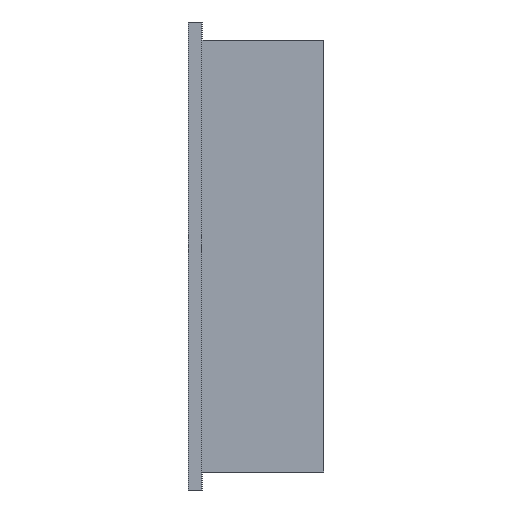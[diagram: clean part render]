
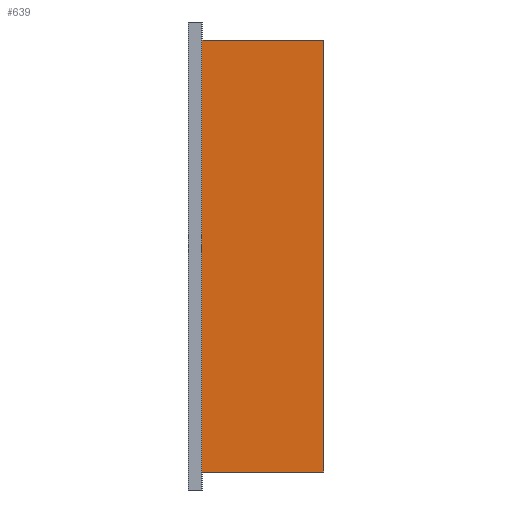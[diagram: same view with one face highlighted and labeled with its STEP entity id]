
A CAD part, left-side view. The second image highlights one B-rep face of the part: STEP entity #639.
In plain terms, the highlighted planar face has unit normal (-1, 0, 0).
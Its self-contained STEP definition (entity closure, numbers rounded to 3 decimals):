
#22 = CARTESIAN_POINT ( 'NONE',  ( -100., 13.5, -24. ) ) ;
#23 = VECTOR ( 'NONE', #98, 1000. ) ;
#73 = DIRECTION ( 'NONE',  ( 0., -1., 0. ) ) ;
#93 = PLANE ( 'NONE',  #321 ) ;
#95 = DIRECTION ( 'NONE',  ( 0., 0., 1. ) ) ;
#98 = DIRECTION ( 'NONE',  ( 0., 0., 1. ) ) ;
#107 = VECTOR ( 'NONE', #849, 1000. ) ;
#114 = VERTEX_POINT ( 'NONE', #684 ) ;
#131 = VERTEX_POINT ( 'NONE', #506 ) ;
#140 = CARTESIAN_POINT ( 'NONE',  ( -100., 13.5, -24. ) ) ;
#155 = FACE_OUTER_BOUND ( 'NONE', #749, .T. ) ;
#164 = CARTESIAN_POINT ( 'NONE',  ( -100., 0., -24. ) ) ;
#218 = LINE ( 'NONE', #22, #23 ) ;
#267 = EDGE_CURVE ( 'NONE', #131, #705, #706, .T. ) ;
#291 = CARTESIAN_POINT ( 'NONE',  ( -100., 0., -24. ) ) ;
#308 = VECTOR ( 'NONE', #95, 1000. ) ;
#312 = ORIENTED_EDGE ( 'NONE', *, *, #644, .F. ) ;
#321 = AXIS2_PLACEMENT_3D ( 'NONE', #754, #619, #561 ) ;
#372 = CARTESIAN_POINT ( 'NONE',  ( -100., 13.5, 24. ) ) ;
#383 = VECTOR ( 'NONE', #73, 1000. ) ;
#396 = EDGE_CURVE ( 'NONE', #114, #643, #731, .T. ) ;
#457 = ORIENTED_EDGE ( 'NONE', *, *, #712, .T. ) ;
#506 = CARTESIAN_POINT ( 'NONE',  ( -100., 13.5, 24. ) ) ;
#561 = DIRECTION ( 'NONE',  ( 0., 0., -1. ) ) ;
#619 = DIRECTION ( 'NONE',  ( 1., 0., 0. ) ) ;
#639 = ADVANCED_FACE ( 'NONE', ( #155 ), #93, .F. ) ;
#642 = ORIENTED_EDGE ( 'NONE', *, *, #396, .T. ) ;
#643 = VERTEX_POINT ( 'NONE', #291 ) ;
#644 = EDGE_CURVE ( 'NONE', #114, #131, #218, .T. ) ;
#684 = CARTESIAN_POINT ( 'NONE',  ( -100., 13.5, -24. ) ) ;
#690 = LINE ( 'NONE', #164, #308 ) ;
#705 = VERTEX_POINT ( 'NONE', #807 ) ;
#706 = LINE ( 'NONE', #372, #107 ) ;
#712 = EDGE_CURVE ( 'NONE', #643, #705, #690, .T. ) ;
#731 = LINE ( 'NONE', #140, #383 ) ;
#749 = EDGE_LOOP ( 'NONE', ( #457, #776, #312, #642 ) ) ;
#754 = CARTESIAN_POINT ( 'NONE',  ( -100., 13.5, -24. ) ) ;
#776 = ORIENTED_EDGE ( 'NONE', *, *, #267, .F. ) ;
#807 = CARTESIAN_POINT ( 'NONE',  ( -100., 0., 24. ) ) ;
#849 = DIRECTION ( 'NONE',  ( 0., -1., 0. ) ) ;
